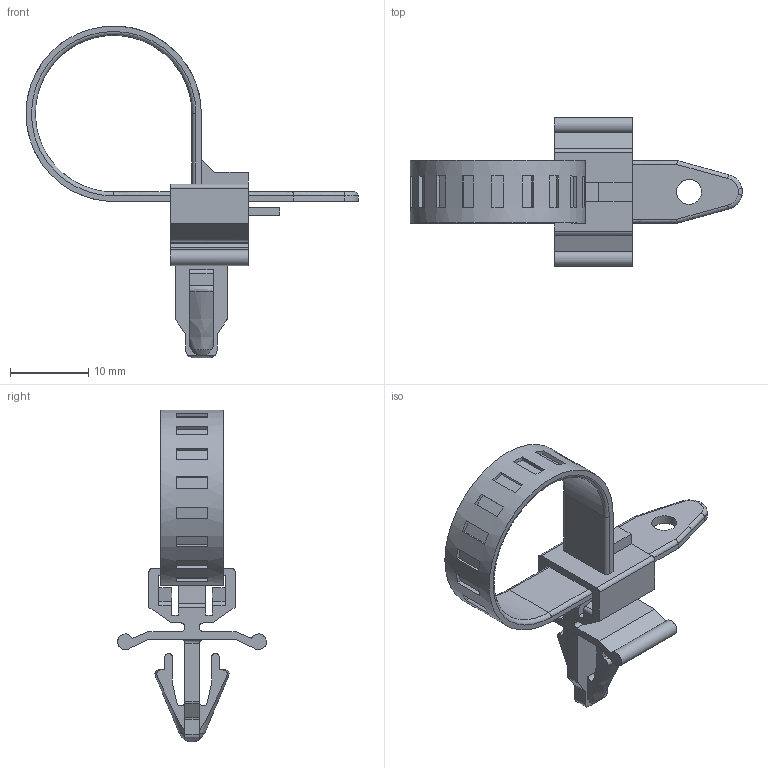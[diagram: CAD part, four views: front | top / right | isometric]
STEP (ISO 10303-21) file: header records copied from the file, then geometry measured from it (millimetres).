
FILE_DESCRIPTION((''),'2;1');
FILE_NAME('','2006-01-19T09:54:40',(''),(''),'','CADfix','');
FILE_SCHEMA(('AUTOMOTIVE_DESIGN'));
Length unit declared in the file: millimetre
Products named in the file (1): clip
Bounding box: 42.4 x 19 x 42.39 mm (x, y, z)
Volume: 1701.5 mm3; surface area: 3113.4 mm2
Topology: 1 solids, 1 shells, 198 faces, 559 edges, 375 vertices
Faces by surface type: bspline 198
Entity records: 7019 total; most frequent: CARTESIAN_POINT 3609, ORIENTED_EDGE 1118, EDGE_CURVE 559, QUASI_UNIFORM_CURVE 409, VERTEX_POINT 375, EDGE_LOOP 218, FACE_OUTER_BOUND 198, ADVANCED_FACE 198
